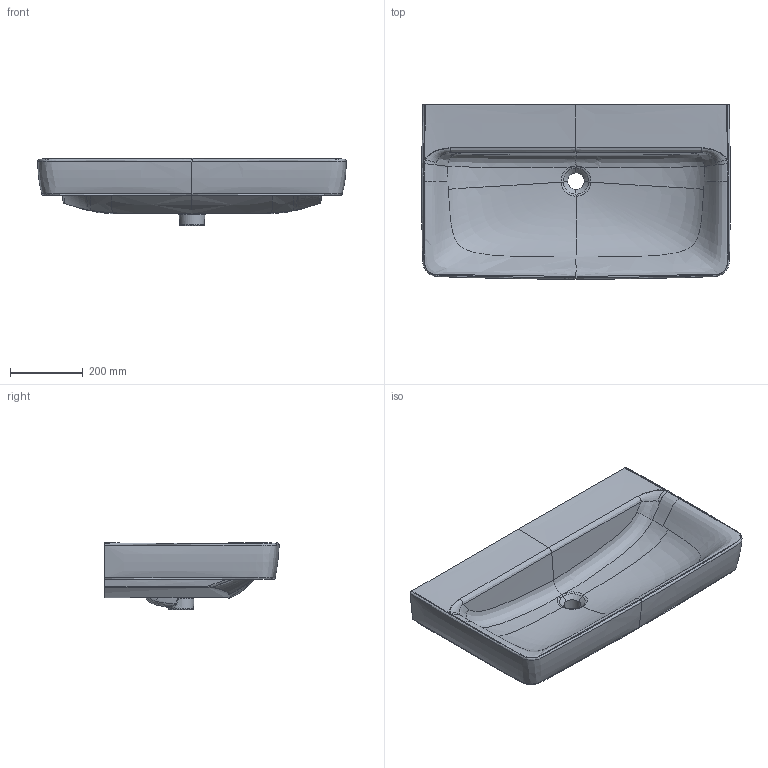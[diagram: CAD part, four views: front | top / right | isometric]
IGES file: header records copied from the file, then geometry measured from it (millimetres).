
Global section: file name: 501701; native system: Autodesk Inventor 2018; preprocessor: unknown; author: JANAN; date: 20200706.072319; units: millimetre
Bounding box: 849.23 x 480 x 184.55 mm (x, y, z)
Volume: 23676827.4 mm3; surface area: 1317582.5 mm2
Topology: 1 solids, 1 shells, 375 faces, 1049 edges, 677 vertices
Faces by surface type: bspline 375
